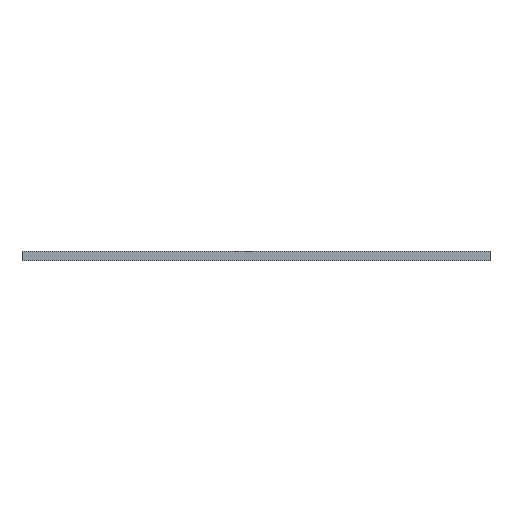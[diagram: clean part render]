
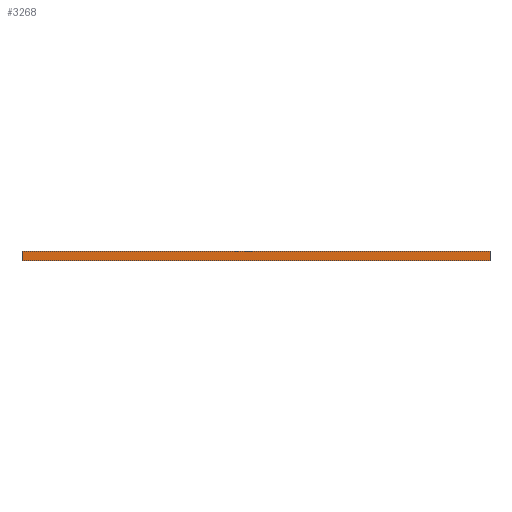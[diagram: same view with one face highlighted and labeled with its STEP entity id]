
A CAD part, front view. The second image highlights one B-rep face of the part: STEP entity #3268.
In plain terms, the highlighted planar face has unit normal (0, -1, 0).
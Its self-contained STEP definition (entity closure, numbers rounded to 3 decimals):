
#112 = VERTEX_POINT('',#113);
#113 = CARTESIAN_POINT('',(119.,-133.5,1.6));
#119 = EDGE_CURVE('',#120,#112,#122,.T.);
#120 = VERTEX_POINT('',#121);
#121 = CARTESIAN_POINT('',(119.,-133.5,0.));
#122 = LINE('',#123,#124);
#123 = CARTESIAN_POINT('',(119.,-133.5,0.));
#124 = VECTOR('',#125,1.);
#125 = DIRECTION('',(0.,0.,1.));
#152 = VERTEX_POINT('',#153);
#153 = CARTESIAN_POINT('',(37.5,-133.5,0.));
#159 = EDGE_CURVE('',#120,#152,#160,.T.);
#160 = LINE('',#161,#162);
#161 = CARTESIAN_POINT('',(119.,-133.5,0.));
#162 = VECTOR('',#163,1.);
#163 = DIRECTION('',(-1.,0.,0.));
#1709 = VERTEX_POINT('',#1710);
#1710 = CARTESIAN_POINT('',(37.5,-133.5,1.6));
#1716 = EDGE_CURVE('',#112,#1709,#1717,.T.);
#1717 = LINE('',#1718,#1719);
#1718 = CARTESIAN_POINT('',(119.,-133.5,1.6));
#1719 = VECTOR('',#1720,1.);
#1720 = DIRECTION('',(-1.,0.,0.));
#3268 = ADVANCED_FACE('',(#3269),#3280,.T.);
#3269 = FACE_BOUND('',#3270,.T.);
#3270 = EDGE_LOOP('',(#3271,#3272,#3273,#3279));
#3271 = ORIENTED_EDGE('',*,*,#119,.T.);
#3272 = ORIENTED_EDGE('',*,*,#1716,.T.);
#3273 = ORIENTED_EDGE('',*,*,#3274,.F.);
#3274 = EDGE_CURVE('',#152,#1709,#3275,.T.);
#3275 = LINE('',#3276,#3277);
#3276 = CARTESIAN_POINT('',(37.5,-133.5,0.));
#3277 = VECTOR('',#3278,1.);
#3278 = DIRECTION('',(0.,0.,1.));
#3279 = ORIENTED_EDGE('',*,*,#159,.F.);
#3280 = PLANE('',#3281);
#3281 = AXIS2_PLACEMENT_3D('',#3282,#3283,#3284);
#3282 = CARTESIAN_POINT('',(119.,-133.5,0.));
#3283 = DIRECTION('',(0.,-1.,0.));
#3284 = DIRECTION('',(-1.,0.,0.));
